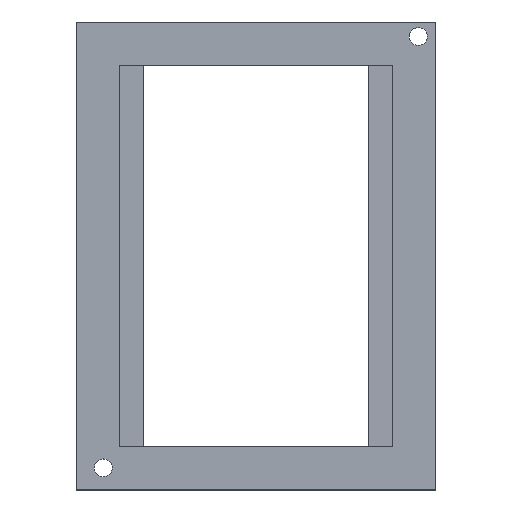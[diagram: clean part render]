
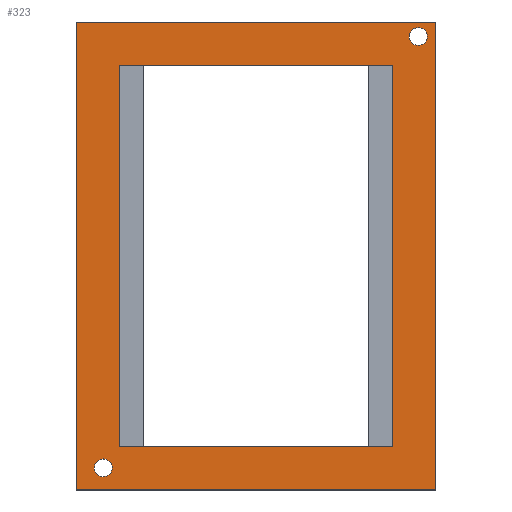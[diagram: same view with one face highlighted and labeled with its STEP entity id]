
A CAD part, top view. The second image highlights one B-rep face of the part: STEP entity #323.
In plain terms, the highlighted planar face has unit normal (0, 0, 1).
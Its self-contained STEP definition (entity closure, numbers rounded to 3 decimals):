
#15=FACE_BOUND('',#66,.T.);
#16=FACE_BOUND('',#67,.T.);
#17=FACE_BOUND('',#68,.T.);
#33=PLANE('',#345);
#49=FACE_OUTER_BOUND('',#65,.T.);
#65=EDGE_LOOP('',(#287,#288,#289,#290));
#66=EDGE_LOOP('',(#291));
#67=EDGE_LOOP('',(#292));
#68=EDGE_LOOP('',(#293,#294,#295,#296));
#83=LINE('',#459,#121);
#95=LINE('',#482,#133);
#97=LINE('',#485,#135);
#98=LINE('',#487,#136);
#99=LINE('',#491,#137);
#103=LINE('',#499,#141);
#106=LINE('',#505,#144);
#109=LINE('',#510,#147);
#121=VECTOR('',#377,10.);
#133=VECTOR('',#395,10.);
#135=VECTOR('',#399,10.);
#136=VECTOR('',#402,10.);
#137=VECTOR('',#405,10.);
#141=VECTOR('',#411,10.);
#144=VECTOR('',#416,10.);
#147=VECTOR('',#421,10.);
#149=CIRCLE('',#328,1.5);
#151=CIRCLE('',#331,1.5);
#153=VERTEX_POINT('',#429);
#155=VERTEX_POINT('',#435);
#163=VERTEX_POINT('',#456);
#164=VERTEX_POINT('',#458);
#171=VERTEX_POINT('',#479);
#172=VERTEX_POINT('',#481);
#173=VERTEX_POINT('',#489);
#174=VERTEX_POINT('',#490);
#177=VERTEX_POINT('',#498);
#179=VERTEX_POINT('',#504);
#181=EDGE_CURVE('',#153,#153,#149,.T.);
#184=EDGE_CURVE('',#155,#155,#151,.T.);
#195=EDGE_CURVE('',#164,#163,#83,.T.);
#207=EDGE_CURVE('',#172,#171,#95,.T.);
#209=EDGE_CURVE('',#171,#164,#97,.T.);
#210=EDGE_CURVE('',#163,#172,#98,.T.);
#211=EDGE_CURVE('',#173,#174,#99,.T.);
#215=EDGE_CURVE('',#173,#177,#103,.T.);
#218=EDGE_CURVE('',#179,#177,#106,.T.);
#221=EDGE_CURVE('',#179,#174,#109,.T.);
#287=ORIENTED_EDGE('',*,*,#221,.T.);
#288=ORIENTED_EDGE('',*,*,#211,.F.);
#289=ORIENTED_EDGE('',*,*,#215,.T.);
#290=ORIENTED_EDGE('',*,*,#218,.F.);
#291=ORIENTED_EDGE('',*,*,#181,.T.);
#292=ORIENTED_EDGE('',*,*,#184,.T.);
#293=ORIENTED_EDGE('',*,*,#207,.T.);
#294=ORIENTED_EDGE('',*,*,#209,.T.);
#295=ORIENTED_EDGE('',*,*,#195,.T.);
#296=ORIENTED_EDGE('',*,*,#210,.T.);
#323=ADVANCED_FACE('',(#49,#15,#16,#17),#33,.T.);
#328=AXIS2_PLACEMENT_3D('',#430,#351,#352);
#331=AXIS2_PLACEMENT_3D('',#436,#358,#359);
#345=AXIS2_PLACEMENT_3D('',#512,#423,#424);
#351=DIRECTION('center_axis',(0.,0.,-1.));
#352=DIRECTION('ref_axis',(-1.,0.,0.));
#358=DIRECTION('center_axis',(0.,0.,-1.));
#359=DIRECTION('ref_axis',(-1.,0.,0.));
#377=DIRECTION('',(-1.,0.,0.));
#395=DIRECTION('',(1.,0.,0.));
#399=DIRECTION('',(0.,-1.,0.));
#402=DIRECTION('',(0.,1.,0.));
#405=DIRECTION('',(0.,1.,0.));
#411=DIRECTION('',(1.,0.,0.));
#416=DIRECTION('',(0.,-1.,0.));
#421=DIRECTION('',(-1.,0.,0.));
#423=DIRECTION('center_axis',(0.,0.,1.));
#424=DIRECTION('ref_axis',(-1.,0.,0.));
#429=CARTESIAN_POINT('',(196.596,-74.331,1.51));
#430=CARTESIAN_POINT('Origin',(195.096,-74.331,1.51));
#435=CARTESIAN_POINT('',(143.761,-146.679,1.51));
#436=CARTESIAN_POINT('Origin',(142.261,-146.679,1.51));
#456=CARTESIAN_POINT('',(145.006,-143.125,1.51));
#458=CARTESIAN_POINT('',(190.75,-143.125,1.51));
#459=CARTESIAN_POINT('',(145.006,-143.125,1.51));
#479=CARTESIAN_POINT('',(190.75,-79.15,1.51));
#481=CARTESIAN_POINT('',(145.006,-79.15,1.51));
#482=CARTESIAN_POINT('',(190.75,-79.15,1.51));
#485=CARTESIAN_POINT('',(190.75,-143.125,1.51));
#487=CARTESIAN_POINT('',(145.006,-79.15,1.51));
#489=CARTESIAN_POINT('',(137.756,-150.375,1.51));
#490=CARTESIAN_POINT('',(137.756,-71.9,1.51));
#491=CARTESIAN_POINT('',(137.756,-79.4,1.51));
#498=CARTESIAN_POINT('',(198.,-150.375,1.51));
#499=CARTESIAN_POINT('',(137.756,-150.375,1.51));
#504=CARTESIAN_POINT('',(198.,-71.9,1.51));
#505=CARTESIAN_POINT('',(198.,-142.875,1.51));
#510=CARTESIAN_POINT('',(190.5,-71.9,1.51));
#512=CARTESIAN_POINT('Origin',(167.878,-111.138,1.51));
